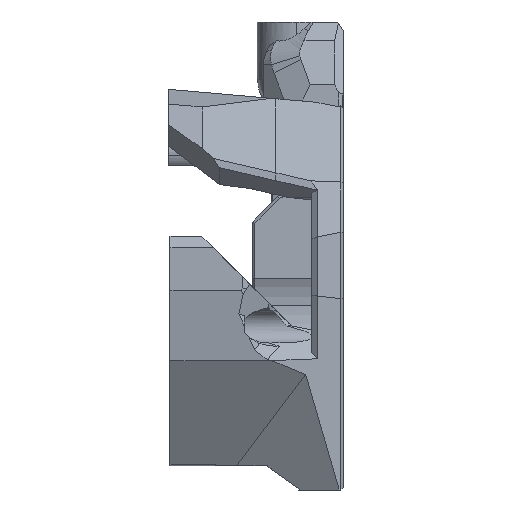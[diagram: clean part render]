
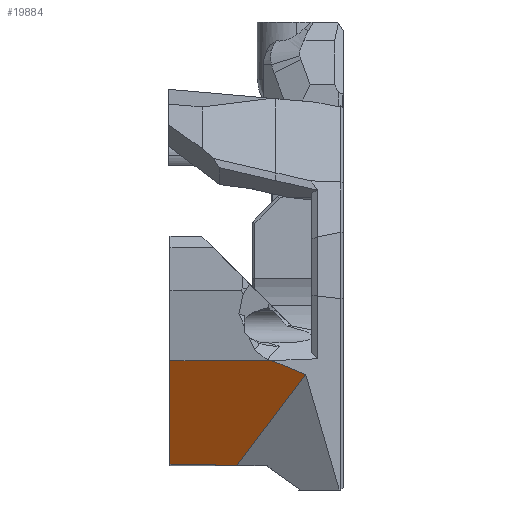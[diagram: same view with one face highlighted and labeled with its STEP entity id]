
A CAD part, left-side view. The second image highlights one B-rep face of the part: STEP entity #19884.
In plain terms, the highlighted planar face has unit normal (-0.843, 0, -0.537).
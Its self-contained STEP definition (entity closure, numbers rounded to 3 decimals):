
#14902=CARTESIAN_POINT('',(-20.437,22.157,66.158));
#14903=VERTEX_POINT('',#14902);
#14911=CARTESIAN_POINT('',(-32.051,22.157,84.38));
#14912=VERTEX_POINT('',#14911);
#14913=CARTESIAN_POINT('',(-20.437,22.157,66.158));
#14914=DIRECTION('',(-0.537,-0.,0.843));
#14915=VECTOR('',#14914,21.609);
#14916=LINE('',#14913,#14915);
#14917=EDGE_CURVE('',#14903,#14912,#14916,.T.);
#16254=CARTESIAN_POINT('',(-20.437,14.157,66.158));
#16255=VERTEX_POINT('',#16254);
#16263=CARTESIAN_POINT('',(-20.437,14.157,66.158));
#16264=DIRECTION('',(-0.,1.,-0.));
#16265=VECTOR('',#16264,8.);
#16266=LINE('',#16263,#16265);
#16267=EDGE_CURVE('',#16255,#14903,#16266,.T.);
#16819=CARTESIAN_POINT('',(-20.257,10.445,65.876));
#16820=VERTEX_POINT('',#16819);
#16827=CARTESIAN_POINT('',(-20.257,14.157,65.876));
#16828=VERTEX_POINT('',#16827);
#16829=CARTESIAN_POINT('',(-20.257,10.445,65.876));
#16830=DIRECTION('',(0.,1.,-0.));
#16831=VECTOR('',#16830,3.711);
#16832=LINE('',#16829,#16831);
#16833=EDGE_CURVE('',#16820,#16828,#16832,.T.);
#19838=CARTESIAN_POINT('',(-32.013,22.157,84.32));
#19839=DIRECTION('',(-0.843,0.,-0.537));
#19840=DIRECTION('',(0.537,-0.,-0.843));
#19841=AXIS2_PLACEMENT_3D('',#19838,#19839,#19840);
#19842=PLANE('',#19841);
#19843=CARTESIAN_POINT('',(-20.257,14.157,65.876));
#19844=DIRECTION('',(-0.537,0.,0.843));
#19845=VECTOR('',#19844,0.335);
#19846=LINE('',#19843,#19845);
#19847=EDGE_CURVE('',#16828,#16255,#19846,.T.);
#19848=ORIENTED_EDGE('',*,*,#19847,.F.);
#19849=ORIENTED_EDGE('',*,*,#16833,.F.);
#19850=CARTESIAN_POINT('',(-30.474,-1.664,81.906));
#19851=VERTEX_POINT('',#19850);
#19852=CARTESIAN_POINT('',(-20.257,10.445,65.876));
#19853=DIRECTION('',(-0.453,-0.537,0.711));
#19854=VECTOR('',#19853,22.538);
#19855=LINE('',#19852,#19854);
#19856=EDGE_CURVE('',#16820,#19851,#19855,.T.);
#19857=ORIENTED_EDGE('',*,*,#19856,.T.);
#19858=CARTESIAN_POINT('',(-32.04,4.291,84.363));
#19859=VERTEX_POINT('',#19858);
#19860=CARTESIAN_POINT('',(-32.04,4.291,84.363));
#19861=DIRECTION('',(0.236,-0.898,-0.371));
#19862=VECTOR('',#19861,6.63);
#19863=LINE('',#19860,#19862);
#19864=EDGE_CURVE('',#19859,#19851,#19863,.T.);
#19865=ORIENTED_EDGE('',*,*,#19864,.F.);
#19866=CARTESIAN_POINT('',(-32.051,4.414,84.38));
#19867=VERTEX_POINT('',#19866);
#19868=CARTESIAN_POINT('',(-32.051,4.414,84.38));
#19869=DIRECTION('',(0.086,-0.987,-0.135));
#19870=VECTOR('',#19869,0.125);
#19871=LINE('',#19868,#19870);
#19872=EDGE_CURVE('',#19867,#19859,#19871,.T.);
#19873=ORIENTED_EDGE('',*,*,#19872,.F.);
#19874=CARTESIAN_POINT('',(-32.051,4.414,84.38));
#19875=DIRECTION('',(0.,1.,-0.));
#19876=VECTOR('',#19875,17.742);
#19877=LINE('',#19874,#19876);
#19878=EDGE_CURVE('',#19867,#14912,#19877,.T.);
#19879=ORIENTED_EDGE('',*,*,#19878,.T.);
#19880=ORIENTED_EDGE('',*,*,#14917,.F.);
#19881=ORIENTED_EDGE('',*,*,#16267,.F.);
#19882=EDGE_LOOP('',(#19848,#19849,#19857,#19865,#19873,#19879,#19880,#19881));
#19883=FACE_BOUND('',#19882,.T.);
#19884=ADVANCED_FACE('',(#19883),#19842,.T.);
